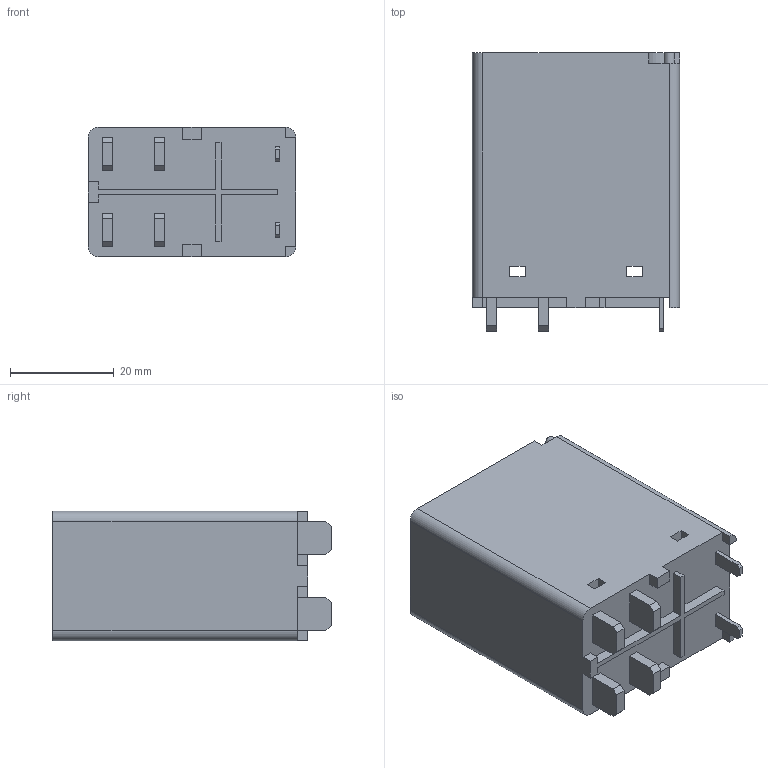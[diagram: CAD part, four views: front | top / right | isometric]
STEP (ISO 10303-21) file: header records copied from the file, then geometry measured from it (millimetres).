
FILE_DESCRIPTION((''),'2;1');
FILE_NAME('RS50.stp','2015-07-14T08:50:53',('CAD Station'),(''),'Autodesk Inventor 2013','Autodesk Inventor 2013','');
FILE_SCHEMA(('CONFIG_CONTROL_DESIGN'));
Length unit declared in the file: millimetre
Products named in the file (1): RS50
Bounding box: 40 x 53.7 x 25 mm (x, y, z)
Volume: 47166.7 mm3; surface area: 9287.4 mm2
Topology: 1 solids, 1 shells, 98 faces, 260 edges, 172 vertices
Faces by surface type: plane 90, cylinder 8
Full cylindrical faces by diameter (mm): 2 x2
Entity records: 3012 total; most frequent: CARTESIAN_POINT 529, ORIENTED_EDGE 516, DIRECTION 472, EDGE_CURVE 258, VECTOR 242, LINE 242, VERTEX_POINT 172, AXIS2_PLACEMENT_3D 115
